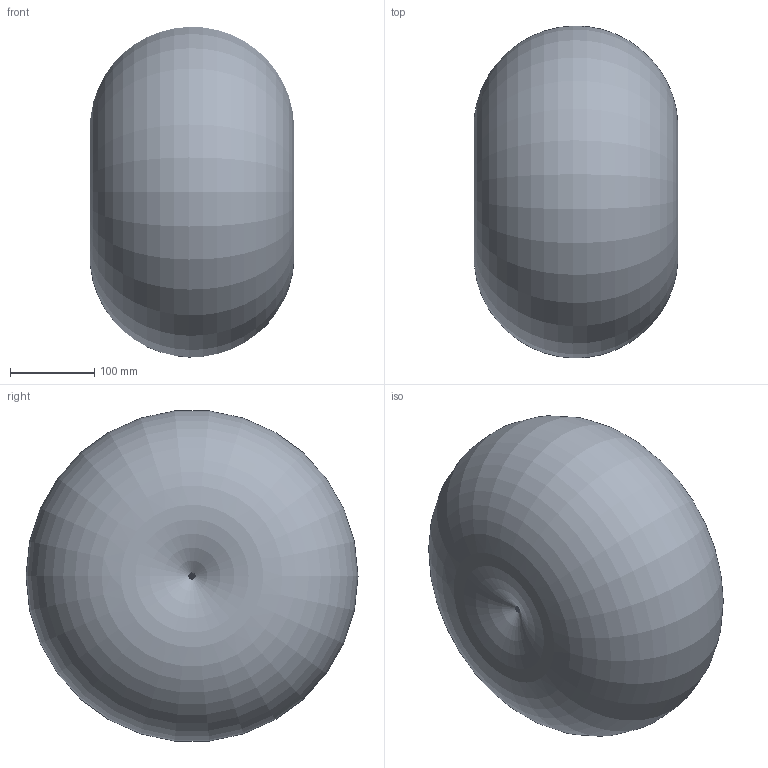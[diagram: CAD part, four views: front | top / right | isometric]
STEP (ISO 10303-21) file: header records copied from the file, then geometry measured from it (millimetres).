
FILE_DESCRIPTION(/* description */ ('Alibre Inc.'),/* implementation_level */ '2;1');
FILE_NAME(/* name */ 'export-2BAE0A62-CB1B-4C8B-8899-3E5AC5D794C1',/* time_stamp */ '2020-05-18T16:48:49-07:00',/* author */ (''),/* organization */ (''),/* preprocessor_version */ 'ST-DEVELOPER v17',/* originating_system */ 'Alibre',/* authorisation */ '');
FILE_SCHEMA (('CONFIG_CONTROL_DESIGN'));
Length unit declared in the file: inch
Bounding box: 242.11 x 394.14 x 391.98 mm (x, y, z)
Volume: 22244321.5 mm3; surface area: 510556 mm2
Topology: 16 solids, 16 shells, 187 faces, 465 edges, 287 vertices
Faces by surface type: cylinder 62, plane 57, torus 24, bspline 22, sphere 16, cone 6
Full cylindrical faces by diameter (mm): 6.782 x4, 35 x1, 46.736 x4, 47.244 x2, 62.23 x2, 63.805 x2, 76.912 x2, 80.35 x1
Entity records: 7883 total; most frequent: CARTESIAN_POINT 3480, ORIENTED_EDGE 718, DIRECTION 710, EDGE_CURVE 359, AXIS2_PLACEMENT_3D 330, VERTEX_POINT 246, FACE_BOUND 227, EDGE_LOOP 218
